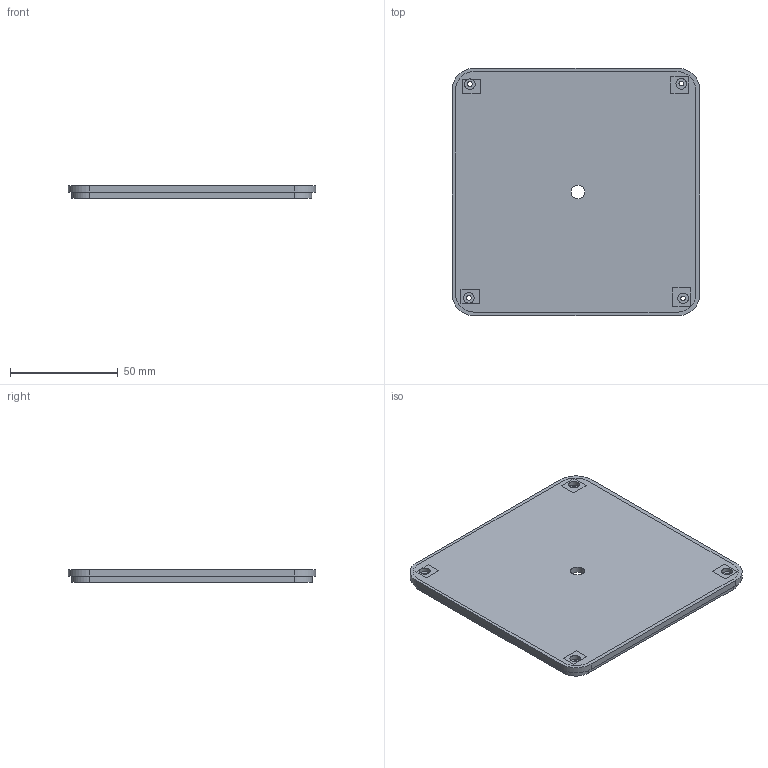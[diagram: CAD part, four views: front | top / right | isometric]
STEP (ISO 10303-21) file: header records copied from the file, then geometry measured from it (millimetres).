
FILE_DESCRIPTION(('FreeCAD Model'),'2;1');
FILE_NAME('Open CASCADE Shape Model','2024-06-10T12:20:56',(''),(''), 'Open CASCADE STEP processor 7.6','FreeCAD','Unknown');
FILE_SCHEMA(('AUTOMOTIVE_DESIGN { 1 0 10303 214 1 1 1 1 }'));
Length unit declared in the file: millimetre
Products named in the file (1): Tapa
Bounding box: 114.94 x 115.01 x 6 mm (x, y, z)
Volume: 44513.7 mm3; surface area: 30311 mm2
Topology: 1 solids, 1 shells, 62 faces, 174 edges, 124 vertices
Faces by surface type: plane 41, cylinder 21
Full cylindrical faces by diameter (mm): 2.146 x1, 2.214 x1, 2.221 x1, 2.231 x1, 4.936 x4, 6.383 x1
Entity records: 4408 total; most frequent: CARTESIAN_POINT 841, DIRECTION 674, LINE 422, VECTOR 422, ORIENTED_EDGE 348, PCURVE 348, DEFINITIONAL_REPRESENTATION 348, EDGE_CURVE 174
